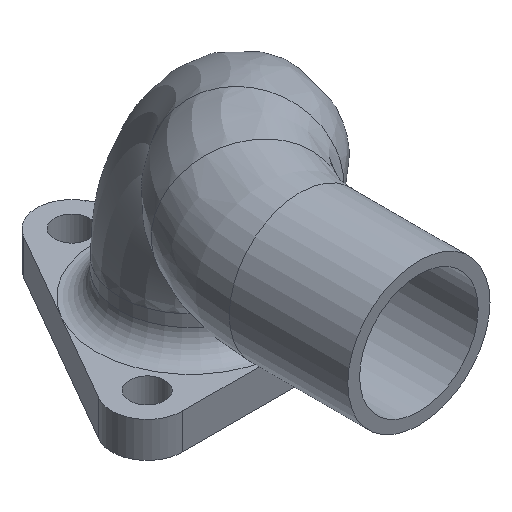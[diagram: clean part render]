
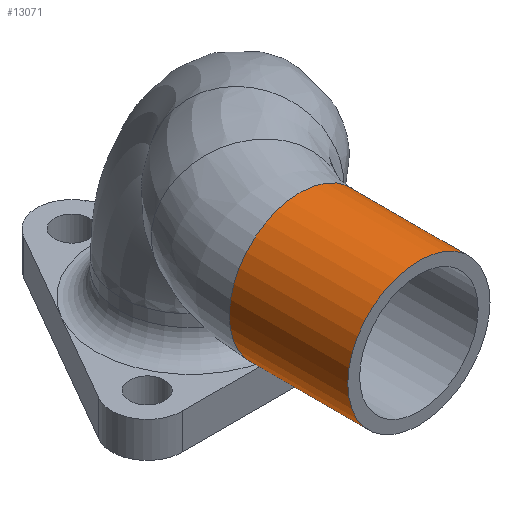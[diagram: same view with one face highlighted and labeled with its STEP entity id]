
A CAD part, isometric view. The second image highlights one B-rep face of the part: STEP entity #13071.
In plain terms, the highlighted face is a extrusion surface.
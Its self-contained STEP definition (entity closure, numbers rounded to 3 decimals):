
#13046 = VERTEX_POINT('',#13047);
#13047 = CARTESIAN_POINT('',(-27.509,-99.97,
    114.688));
#13054 = EDGE_CURVE('',#13046,#13046,#13055,.T.);
#13055 = CIRCLE('',#13056,30.);
#13056 = AXIS2_PLACEMENT_3D('',#13057,#13058,#13059);
#13057 = CARTESIAN_POINT('',(-53.668,-100.,100.));
#13058 = DIRECTION('',(0.,-1.,
    0.003));
#13059 = DIRECTION('',(0.872,0.001,0.49)
  );
#13071 = ADVANCED_FACE('',(#13072),#13091,.T.);
#13072 = FACE_BOUND('',#13073,.T.);
#13073 = EDGE_LOOP('',(#13074,#13082,#13089,#13090));
#13074 = ORIENTED_EDGE('',*,*,#13075,.T.);
#13075 = EDGE_CURVE('',#13046,#13076,#13078,.T.);
#13076 = VERTEX_POINT('',#13077);
#13077 = CARTESIAN_POINT('',(-27.509,-149.97,
    114.688));
#13078 = LINE('',#13079,#13080);
#13079 = CARTESIAN_POINT('',(-27.509,-84.97,
    114.688));
#13080 = VECTOR('',#13081,1.);
#13081 = DIRECTION('',(0.,-1.,0.));
#13082 = ORIENTED_EDGE('',*,*,#13083,.F.);
#13083 = EDGE_CURVE('',#13076,#13076,#13084,.T.);
#13084 = CIRCLE('',#13085,30.);
#13085 = AXIS2_PLACEMENT_3D('',#13086,#13087,#13088);
#13086 = CARTESIAN_POINT('',(-53.668,-150.,100.));
#13087 = DIRECTION('',(0.,-1.,
    0.003));
#13088 = DIRECTION('',(0.872,0.001,0.49)
  );
#13089 = ORIENTED_EDGE('',*,*,#13075,.F.);
#13090 = ORIENTED_EDGE('',*,*,#13054,.T.);
#13091 = SURFACE_OF_LINEAR_EXTRUSION('',#13092,#13097);
#13092 = CIRCLE('',#13093,30.);
#13093 = AXIS2_PLACEMENT_3D('',#13094,#13095,#13096);
#13094 = CARTESIAN_POINT('',(-53.668,-85.,100.));
#13095 = DIRECTION('',(0.,-1.,
    0.003));
#13096 = DIRECTION('',(0.872,0.001,0.49)
  );
#13097 = VECTOR('',#13098,1.);
#13098 = DIRECTION('',(0.,-1.,0.));
